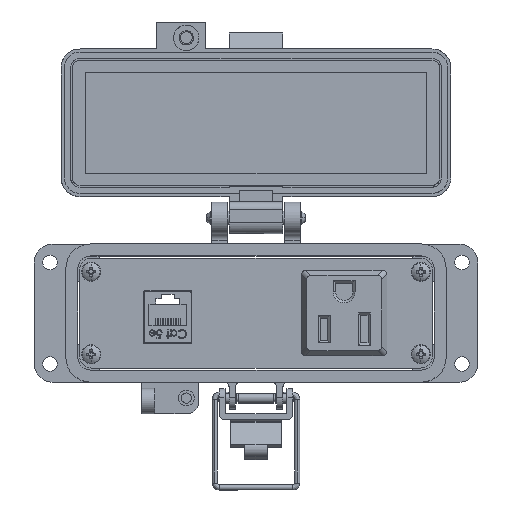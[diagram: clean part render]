
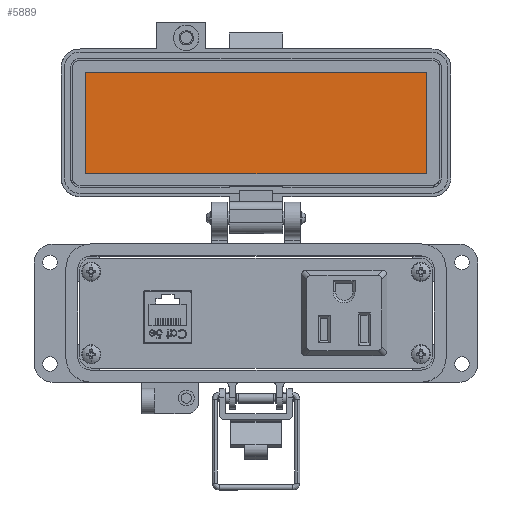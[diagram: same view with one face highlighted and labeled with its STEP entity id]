
A CAD part, top view. The second image highlights one B-rep face of the part: STEP entity #5889.
In plain terms, the highlighted planar face has unit normal (0, 0, 1).
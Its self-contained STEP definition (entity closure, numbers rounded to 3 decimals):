
#574 = VECTOR ( 'NONE', #52874, 1000. ) ;
#1134 = DIRECTION ( 'NONE',  ( 0., -1., 0. ) ) ;
#1926 = EDGE_CURVE ( 'NONE', #13952, #9028, #44293, .T. ) ;
#5889 = ADVANCED_FACE ( 'NONE', ( #30768 ), #30556, .T. ) ;
#6698 = CARTESIAN_POINT ( 'NONE',  ( -53.75, 83.154, -25.55 ) ) ;
#8986 = ORIENTED_EDGE ( 'NONE', *, *, #15758, .F. ) ;
#9028 = VERTEX_POINT ( 'NONE', #53859 ) ;
#9172 = EDGE_CURVE ( 'NONE', #43781, #43583, #18375, .T. ) ;
#13952 = VERTEX_POINT ( 'NONE', #6698 ) ;
#14605 = VECTOR ( 'NONE', #42051, 1000. ) ;
#15102 = AXIS2_PLACEMENT_3D ( 'NONE', #51929, #26499, #1134 ) ;
#15758 = EDGE_CURVE ( 'NONE', #43583, #13952, #48453, .T. ) ;
#16848 = ORIENTED_EDGE ( 'NONE', *, *, #48993, .F. ) ;
#17474 = DIRECTION ( 'NONE',  ( -1., 0., 0. ) ) ;
#18181 = CARTESIAN_POINT ( 'NONE',  ( -8.5, 83.154, -25.55 ) ) ;
#18375 = LINE ( 'NONE', #42852, #40890 ) ;
#23118 = CARTESIAN_POINT ( 'NONE',  ( -53.75, 51.154, -25.55 ) ) ;
#24215 = LINE ( 'NONE', #51181, #45446 ) ;
#26499 = DIRECTION ( 'NONE',  ( 0., 0., 1. ) ) ;
#30556 = PLANE ( 'NONE',  #15102 ) ;
#30768 = FACE_OUTER_BOUND ( 'NONE', #50891, .T. ) ;
#37812 = CARTESIAN_POINT ( 'NONE',  ( -53.75, 67.154, -25.55 ) ) ;
#40890 = VECTOR ( 'NONE', #17474, 1000. ) ;
#41022 = CARTESIAN_POINT ( 'NONE',  ( 53.75, 51.154, -25.55 ) ) ;
#42051 = DIRECTION ( 'NONE',  ( 0., 1., 0. ) ) ;
#42852 = CARTESIAN_POINT ( 'NONE',  ( 42., 51.154, -25.55 ) ) ;
#43583 = VERTEX_POINT ( 'NONE', #23118 ) ;
#43781 = VERTEX_POINT ( 'NONE', #41022 ) ;
#44293 = LINE ( 'NONE', #18181, #574 ) ;
#45446 = VECTOR ( 'NONE', #46888, 1000. ) ;
#46888 = DIRECTION ( 'NONE',  ( 0., -1., 0. ) ) ;
#47217 = ORIENTED_EDGE ( 'NONE', *, *, #9172, .F. ) ;
#48453 = LINE ( 'NONE', #37812, #14605 ) ;
#48681 = ORIENTED_EDGE ( 'NONE', *, *, #1926, .F. ) ;
#48993 = EDGE_CURVE ( 'NONE', #9028, #43781, #24215, .T. ) ;
#50891 = EDGE_LOOP ( 'NONE', ( #48681, #8986, #47217, #16848 ) ) ;
#51181 = CARTESIAN_POINT ( 'NONE',  ( 53.75, 67.154, -25.55 ) ) ;
#51929 = CARTESIAN_POINT ( 'NONE',  ( -8.5, 67.154, -25.55 ) ) ;
#52874 = DIRECTION ( 'NONE',  ( 1., 0., 0. ) ) ;
#53859 = CARTESIAN_POINT ( 'NONE',  ( 53.75, 83.154, -25.55 ) ) ;
